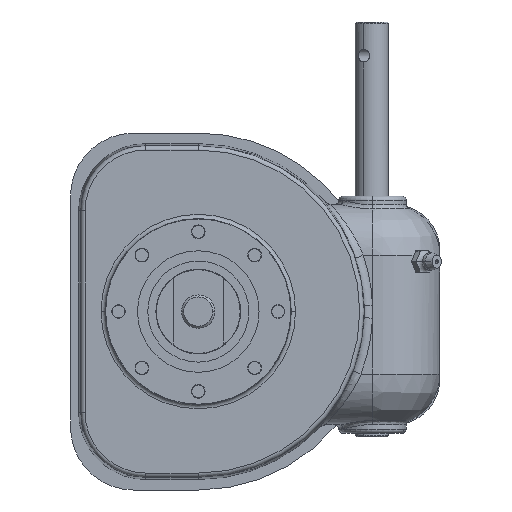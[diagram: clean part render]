
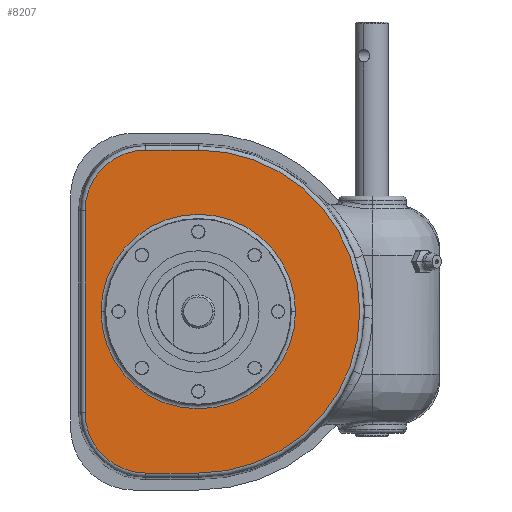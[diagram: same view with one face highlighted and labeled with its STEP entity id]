
A CAD part, front view. The second image highlights one B-rep face of the part: STEP entity #8207.
In plain terms, the highlighted planar face has unit normal (0, -1, 0).
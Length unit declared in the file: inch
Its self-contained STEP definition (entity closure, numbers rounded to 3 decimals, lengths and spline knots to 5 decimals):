
#2847=DIRECTION('',(-1.,0.,0.));
#2848=VECTOR('',#2847,0.78125);
#2849=CARTESIAN_POINT('',(0.,-1.3125,2.40426));
#2850=LINE('',#2849,#2848);
#2851=CARTESIAN_POINT('',(0.,-1.3125,0.));
#2852=DIRECTION('',(0.,-1.,0.));
#2853=DIRECTION('',(0.,0.,-1.));
#2854=AXIS2_PLACEMENT_3D('',#2851,#2852,#2853);
#2856=DIRECTION('',(1.,0.,0.));
#2857=VECTOR('',#2856,0.78125);
#2858=CARTESIAN_POINT('',(-0.78125,-1.3125,-2.40426));
#2859=LINE('',#2858,#2857);
#2860=CARTESIAN_POINT('',(-0.78125,-1.3125,-1.5));
#2861=DIRECTION('',(0.,-1.,0.));
#2862=DIRECTION('',(-1.,0.,0.));
#2863=AXIS2_PLACEMENT_3D('',#2860,#2861,#2862);
#2865=DIRECTION('',(0.,0.,-1.));
#2866=VECTOR('',#2865,3.);
#2867=CARTESIAN_POINT('',(-1.68551,-1.3125,1.5));
#2868=LINE('',#2867,#2866);
#2869=CARTESIAN_POINT('',(-0.78125,-1.3125,1.5));
#2870=DIRECTION('',(0.,-1.,0.));
#2871=DIRECTION('',(0.,0.,1.));
#2872=AXIS2_PLACEMENT_3D('',#2869,#2870,#2871);
#2874=CARTESIAN_POINT('',(0.,-1.3125,0.));
#2875=DIRECTION('',(0.,-1.,0.));
#2876=DIRECTION('',(1.,0.,0.));
#2877=AXIS2_PLACEMENT_3D('',#2874,#2875,#2876);
#2879=CARTESIAN_POINT('',(0.,-1.3125,0.));
#2880=DIRECTION('',(0.,-1.,0.));
#2881=DIRECTION('',(-1.,0.,0.));
#2882=AXIS2_PLACEMENT_3D('',#2879,#2880,#2881);
#3439=CARTESIAN_POINT('',(0.,-1.3125,2.40426));
#3440=CARTESIAN_POINT('',(-0.78125,-1.3125,2.40426));
#3441=VERTEX_POINT('',#3439);
#3442=VERTEX_POINT('',#3440);
#3447=CARTESIAN_POINT('',(-1.68551,-1.3125,1.5));
#3448=VERTEX_POINT('',#3447);
#3451=CARTESIAN_POINT('',(-1.68551,-1.3125,-1.5));
#3452=VERTEX_POINT('',#3451);
#3455=CARTESIAN_POINT('',(-0.78125,-1.3125,-2.40426));
#3456=VERTEX_POINT('',#3455);
#3459=CARTESIAN_POINT('',(0.,-1.3125,-2.40426));
#3460=VERTEX_POINT('',#3459);
#3463=CARTESIAN_POINT('',(1.44783,-1.3125,0.));
#3464=CARTESIAN_POINT('',(-1.44783,-1.3125,0.));
#3465=VERTEX_POINT('',#3463);
#3466=VERTEX_POINT('',#3464);
#8183=CARTESIAN_POINT('',(0.09756,-1.3125,0.));
#8184=DIRECTION('',(0.,-1.,0.));
#8185=DIRECTION('',(0.,0.,-1.));
#8186=AXIS2_PLACEMENT_3D('',#8183,#8184,#8185);
#8187=PLANE('',#8186);
#8189=ORIENTED_EDGE('',*,*,#8188,.F.);
#8190=ORIENTED_EDGE('',*,*,#8173,.F.);
#8192=ORIENTED_EDGE('',*,*,#8191,.F.);
#8194=ORIENTED_EDGE('',*,*,#8193,.F.);
#8196=ORIENTED_EDGE('',*,*,#8195,.F.);
#8198=ORIENTED_EDGE('',*,*,#8197,.F.);
#8199=EDGE_LOOP('',(#8189,#8190,#8192,#8194,#8196,#8198));
#8200=FACE_OUTER_BOUND('',#8199,.F.);
#8202=ORIENTED_EDGE('',*,*,#8201,.T.);
#8204=ORIENTED_EDGE('',*,*,#8203,.T.);
#8205=EDGE_LOOP('',(#8202,#8204));
#8206=FACE_BOUND('',#8205,.F.);
#8207=ADVANCED_FACE('',(#8200,#8206),#8187,.T.);
#2855=CIRCLE('',#2854,2.40426);
#2864=CIRCLE('',#2863,0.90426);
#2873=CIRCLE('',#2872,0.90426);
#2878=CIRCLE('',#2877,1.44783);
#2883=CIRCLE('',#2882,1.44783);
#8173=EDGE_CURVE('',#3460,#3441,#2855,.T.);
#8188=EDGE_CURVE('',#3441,#3442,#2850,.T.);
#8191=EDGE_CURVE('',#3456,#3460,#2859,.T.);
#8193=EDGE_CURVE('',#3452,#3456,#2864,.T.);
#8195=EDGE_CURVE('',#3448,#3452,#2868,.T.);
#8197=EDGE_CURVE('',#3442,#3448,#2873,.T.);
#8201=EDGE_CURVE('',#3465,#3466,#2878,.T.);
#8203=EDGE_CURVE('',#3466,#3465,#2883,.T.);
